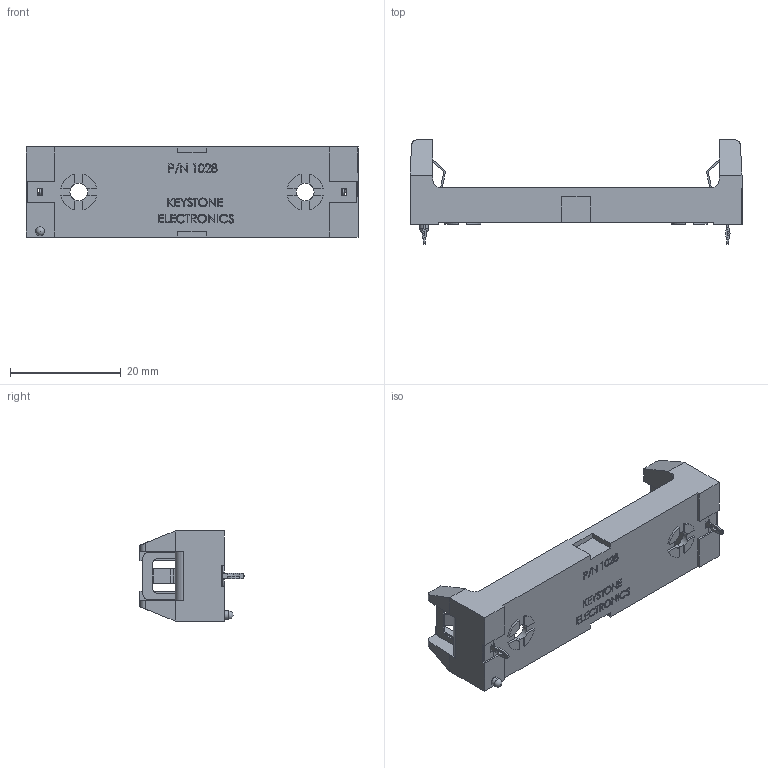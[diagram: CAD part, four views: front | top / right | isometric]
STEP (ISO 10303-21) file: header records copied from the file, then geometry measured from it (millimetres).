
FILE_DESCRIPTION (( 'STEP AP214' ), '1' );
FILE_NAME ('1028.STEP', '2013-06-18T14:39:17', ( 'Richard Maletta' ), ( '' ), 'SwSTEP 2.0', 'SolidWorks 2009', '' );
FILE_SCHEMA (( 'AUTOMOTIVE_DESIGN' ));
Length unit declared in the file: inch
Products named in the file (1): 1028
Bounding box: 59.94 x 18.8 x 16.26 mm (x, y, z)
Volume: 3946.3 mm3; surface area: 4365 mm2
Topology: 1 solids, 1 shells, 578 faces, 1608 edges, 1058 vertices
Faces by surface type: plane 397, bspline 107, cylinder 73, sphere 1
Entity records: 26033 total; most frequent: CARTESIAN_POINT 10507, ORIENTED_EDGE 3210, DIRECTION 2505, EDGE_CURVE 1605, VECTOR 1197, LINE 1197, VERTEX_POINT 1056, AXIS2_PLACEMENT_3D 654
